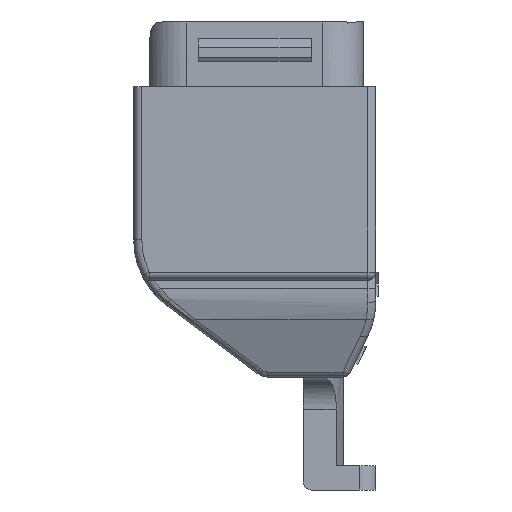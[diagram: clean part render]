
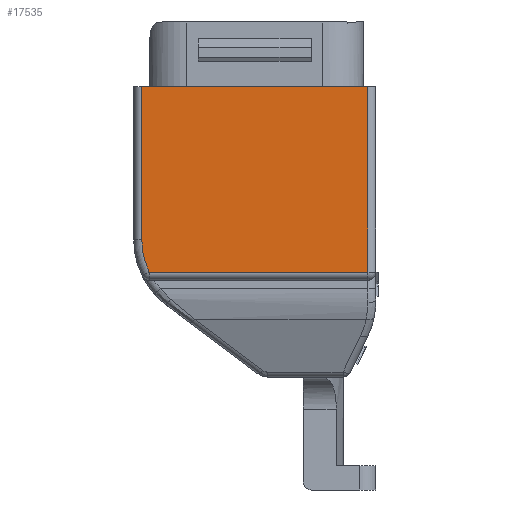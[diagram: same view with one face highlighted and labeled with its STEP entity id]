
A CAD part, left-side view. The second image highlights one B-rep face of the part: STEP entity #17535.
In plain terms, the highlighted planar face has unit normal (-1, 0, 0).
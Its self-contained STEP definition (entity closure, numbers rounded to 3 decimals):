
#2=DIRECTION('',(0.,0.,1.));
#3=VECTOR('',#2,9.507);
#4=CARTESIAN_POINT('',(-37.45,7.,-9.507));
#5=LINE('',#4,#3);
#6=DIRECTION('',(0.,0.,-1.));
#7=VECTOR('',#6,11.5);
#8=CARTESIAN_POINT('',(-37.45,-7.,0.));
#9=LINE('',#8,#7);
#10=DIRECTION('',(0.,1.,0.));
#11=VECTOR('',#10,13.535);
#12=CARTESIAN_POINT('',(-37.45,-7.,-11.5));
#13=LINE('',#12,#11);
#14=CARTESIAN_POINT('',(-37.45,2.5,-9.507));
#15=DIRECTION('',(1.,0.,0.));
#16=DIRECTION('',(0.,0.897,-0.443));
#17=AXIS2_PLACEMENT_3D('',#14,#15,#16);
#99=DIRECTION('',(0.,1.,0.));
#100=VECTOR('',#99,14.);
#101=CARTESIAN_POINT('',(-37.45,-7.,0.));
#102=LINE('',#101,#100);
#13857=CARTESIAN_POINT('',(-37.45,7.,0.));
#13859=VERTEX_POINT('',#13857);
#13860=CARTESIAN_POINT('',(-37.45,7.,-9.507));
#13861=VERTEX_POINT('',#13860);
#13866=CARTESIAN_POINT('',(-37.45,6.535,-11.5));
#13867=VERTEX_POINT('',#13866);
#13872=CARTESIAN_POINT('',(-37.45,-7.,-11.5));
#13873=VERTEX_POINT('',#13872);
#13876=CARTESIAN_POINT('',(-37.45,-7.,0.));
#13878=VERTEX_POINT('',#13876);
#17518=CARTESIAN_POINT('',(-37.45,-7.5,0.));
#17519=DIRECTION('',(-1.,0.,0.));
#17520=DIRECTION('',(0.,1.,0.));
#17521=AXIS2_PLACEMENT_3D('',#17518,#17519,#17520);
#17522=PLANE('',#17521);
#17524=ORIENTED_EDGE('',*,*,#17523,.T.);
#17526=ORIENTED_EDGE('',*,*,#17525,.F.);
#17528=ORIENTED_EDGE('',*,*,#17527,.T.);
#17530=ORIENTED_EDGE('',*,*,#17529,.T.);
#17532=ORIENTED_EDGE('',*,*,#17531,.T.);
#17533=EDGE_LOOP('',(#17524,#17526,#17528,#17530,#17532));
#17534=FACE_OUTER_BOUND('',#17533,.F.);
#17535=ADVANCED_FACE('',(#17534),#17522,.T.);
#18=CIRCLE('',#17,4.5);
#17523=EDGE_CURVE('',#13861,#13859,#5,.T.);
#17525=EDGE_CURVE('',#13878,#13859,#102,.T.);
#17527=EDGE_CURVE('',#13878,#13873,#9,.T.);
#17529=EDGE_CURVE('',#13873,#13867,#13,.T.);
#17531=EDGE_CURVE('',#13867,#13861,#18,.T.);
